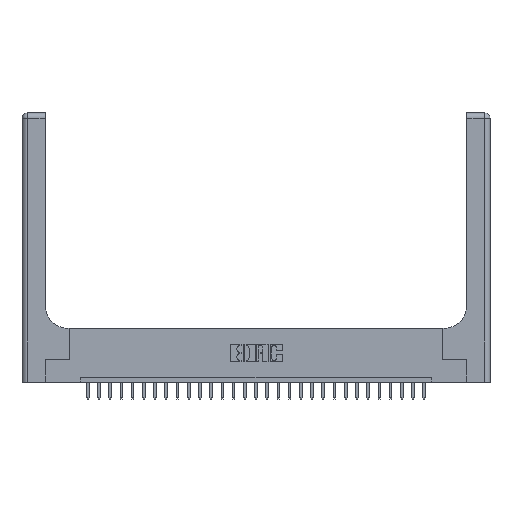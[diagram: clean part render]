
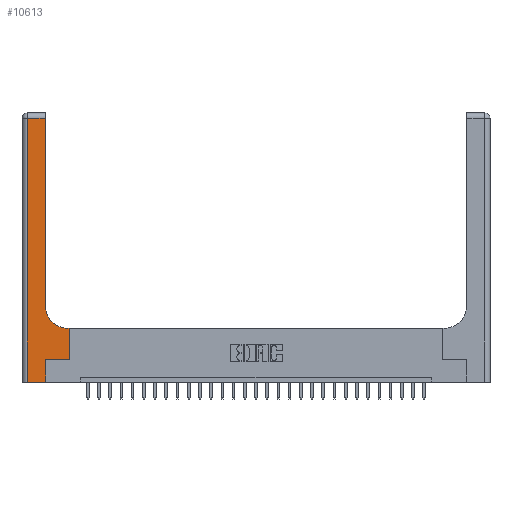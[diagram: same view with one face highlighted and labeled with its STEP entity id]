
A CAD part, top view. The second image highlights one B-rep face of the part: STEP entity #10613.
In plain terms, the highlighted planar face has unit normal (0, 0, 1).
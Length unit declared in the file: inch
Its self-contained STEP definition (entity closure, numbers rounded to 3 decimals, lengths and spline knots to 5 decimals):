
#223 = CARTESIAN_POINT ( 'NONE',  ( 0., 3., 0.37 ) ) ;
#351 = PLANE ( 'NONE',  #24953 ) ;
#719 = VERTEX_POINT ( 'NONE', #13204 ) ;
#1111 = EDGE_CURVE ( 'NONE', #24926, #1834, #4912, .T. ) ;
#1834 = VERTEX_POINT ( 'NONE', #12720 ) ;
#2505 = EDGE_CURVE ( 'NONE', #6904, #16606, #21880, .T. ) ;
#2801 = DIRECTION ( 'NONE',  ( 0., 1., 0. ) ) ;
#2939 = DIRECTION ( 'NONE',  ( 1., 0., 0. ) ) ;
#2999 = VECTOR ( 'NONE', #2801, 39.37008 ) ;
#4912 = LINE ( 'NONE', #6912, #12884 ) ;
#5402 = CIRCLE ( 'NONE', #20368, 0.25 ) ;
#5435 = DIRECTION ( 'NONE',  ( 0., 1., 0. ) ) ;
#5917 = VECTOR ( 'NONE', #9156, 39.37008 ) ;
#5944 = CARTESIAN_POINT ( 'NONE',  ( 0.528, 0.25, 0.37 ) ) ;
#6281 = EDGE_CURVE ( 'NONE', #16606, #8207, #8713, .T. ) ;
#6340 = LINE ( 'NONE', #5944, #14281 ) ;
#6904 = VERTEX_POINT ( 'NONE', #22158 ) ;
#6912 = CARTESIAN_POINT ( 'NONE',  ( 0.26, 0.6, 0.37 ) ) ;
#6943 = ORIENTED_EDGE ( 'NONE', *, *, #1111, .T. ) ;
#6954 = CARTESIAN_POINT ( 'NONE',  ( 0.265, 0., 0.37 ) ) ;
#7107 = DIRECTION ( 'NONE',  ( -1., 0., 0. ) ) ;
#7152 = CARTESIAN_POINT ( 'NONE',  ( 0.06, 3., 0.37 ) ) ;
#7791 = ORIENTED_EDGE ( 'NONE', *, *, #22529, .T. ) ;
#8207 = VERTEX_POINT ( 'NONE', #25133 ) ;
#8572 = ORIENTED_EDGE ( 'NONE', *, *, #11135, .T. ) ;
#8713 = LINE ( 'NONE', #17251, #24819 ) ;
#8723 = VERTEX_POINT ( 'NONE', #12298 ) ;
#8832 = DIRECTION ( 'NONE',  ( 1., 0., 0. ) ) ;
#8871 = EDGE_CURVE ( 'NONE', #1834, #26356, #5402, .T. ) ;
#9156 = DIRECTION ( 'NONE',  ( 0., -1., 0. ) ) ;
#9195 = ORIENTED_EDGE ( 'NONE', *, *, #25339, .T. ) ;
#9302 = LINE ( 'NONE', #11177, #11086 ) ;
#10234 = DIRECTION ( 'NONE',  ( -1., 0., 0. ) ) ;
#10613 = ADVANCED_FACE ( 'NONE', ( #18553 ), #351, .F. ) ;
#10889 = LINE ( 'NONE', #7152, #5917 ) ;
#11086 = VECTOR ( 'NONE', #5435, 39.37008 ) ;
#11135 = EDGE_CURVE ( 'NONE', #8207, #24926, #6340, .T. ) ;
#11177 = CARTESIAN_POINT ( 'NONE',  ( 0.26, 3., 0.37 ) ) ;
#11333 = DIRECTION ( 'NONE',  ( 0., 0., -1. ) ) ;
#12298 = CARTESIAN_POINT ( 'NONE',  ( 0.26, 2.94, 0.37 ) ) ;
#12407 = EDGE_LOOP ( 'NONE', ( #7791, #9195, #22706, #20353, #14005, #25346, #8572, #6943, #17993 ) ) ;
#12720 = CARTESIAN_POINT ( 'NONE',  ( 0.51, 0.6, 0.37 ) ) ;
#12884 = VECTOR ( 'NONE', #23248, 39.37008 ) ;
#12975 = CARTESIAN_POINT ( 'NONE',  ( 0.51, 0.85, 0.37 ) ) ;
#13204 = CARTESIAN_POINT ( 'NONE',  ( 0.06, 2.94, 0.37 ) ) ;
#13391 = VERTEX_POINT ( 'NONE', #14583 ) ;
#13409 = CARTESIAN_POINT ( 'NONE',  ( 0.528, 0.6, 0.37 ) ) ;
#13712 = LINE ( 'NONE', #19876, #25154 ) ;
#14005 = ORIENTED_EDGE ( 'NONE', *, *, #2505, .T. ) ;
#14281 = VECTOR ( 'NONE', #24287, 39.37008 ) ;
#14293 = CARTESIAN_POINT ( 'NONE',  ( 0.265, 0.25, 0.37 ) ) ;
#14583 = CARTESIAN_POINT ( 'NONE',  ( 0.06, 0., 0.37 ) ) ;
#16539 = DIRECTION ( 'NONE',  ( 0., 0., -1. ) ) ;
#16606 = VERTEX_POINT ( 'NONE', #14293 ) ;
#17251 = CARTESIAN_POINT ( 'NONE',  ( 0.265, 0.25, 0.37 ) ) ;
#17993 = ORIENTED_EDGE ( 'NONE', *, *, #8871, .T. ) ;
#18553 = FACE_OUTER_BOUND ( 'NONE', #12407, .T. ) ;
#18659 = EDGE_CURVE ( 'NONE', #719, #13391, #10889, .T. ) ;
#19876 = CARTESIAN_POINT ( 'NONE',  ( 0., 0., 0.37 ) ) ;
#20353 = ORIENTED_EDGE ( 'NONE', *, *, #20899, .T. ) ;
#20368 = AXIS2_PLACEMENT_3D ( 'NONE', #12975, #11333, #8832 ) ;
#20899 = EDGE_CURVE ( 'NONE', #13391, #6904, #13712, .T. ) ;
#21880 = LINE ( 'NONE', #6954, #2999 ) ;
#22158 = CARTESIAN_POINT ( 'NONE',  ( 0.265, 0., 0.37 ) ) ;
#22529 = EDGE_CURVE ( 'NONE', #26356, #8723, #9302, .T. ) ;
#22706 = ORIENTED_EDGE ( 'NONE', *, *, #18659, .T. ) ;
#23047 = CARTESIAN_POINT ( 'NONE',  ( 0.26, 0.85, 0.37 ) ) ;
#23182 = CARTESIAN_POINT ( 'NONE',  ( 0., 2.94, 0.37 ) ) ;
#23248 = DIRECTION ( 'NONE',  ( -1., 0., 0. ) ) ;
#24287 = DIRECTION ( 'NONE',  ( 0., 1., 0. ) ) ;
#24819 = VECTOR ( 'NONE', #2939, 39.37008 ) ;
#24926 = VERTEX_POINT ( 'NONE', #13409 ) ;
#24953 = AXIS2_PLACEMENT_3D ( 'NONE', #223, #16539, #10234 ) ;
#25133 = CARTESIAN_POINT ( 'NONE',  ( 0.528, 0.25, 0.37 ) ) ;
#25154 = VECTOR ( 'NONE', #26304, 39.37008 ) ;
#25280 = VECTOR ( 'NONE', #7107, 39.37008 ) ;
#25325 = LINE ( 'NONE', #23182, #25280 ) ;
#25339 = EDGE_CURVE ( 'NONE', #8723, #719, #25325, .T. ) ;
#25346 = ORIENTED_EDGE ( 'NONE', *, *, #6281, .T. ) ;
#26304 = DIRECTION ( 'NONE',  ( 1., 0., 0. ) ) ;
#26356 = VERTEX_POINT ( 'NONE', #23047 ) ;
